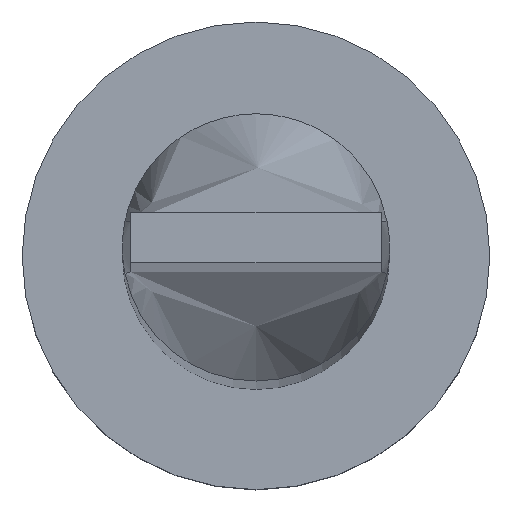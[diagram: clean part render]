
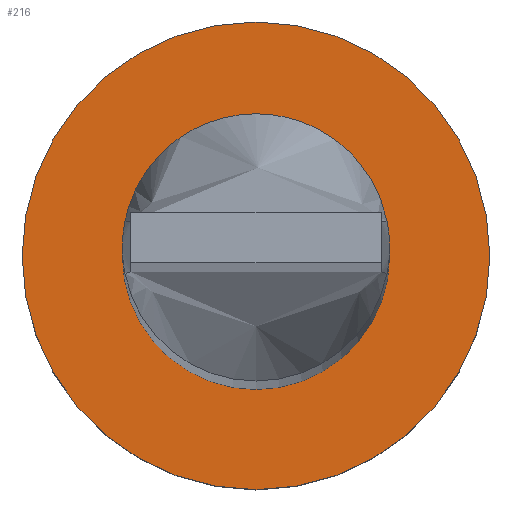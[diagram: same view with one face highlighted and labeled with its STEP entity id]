
A CAD part, top view. The second image highlights one B-rep face of the part: STEP entity #216.
In plain terms, the highlighted planar face has unit normal (0, 0, 1).
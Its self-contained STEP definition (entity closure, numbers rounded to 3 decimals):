
#3 = CIRCLE ( 'NONE', #426, 7. ) ;
#20 = EDGE_LOOP ( 'NONE', ( #493, #243 ) ) ;
#33 = FACE_BOUND ( 'NONE', #436, .T. ) ;
#56 = VERTEX_POINT ( 'NONE', #488 ) ;
#61 = DIRECTION ( 'NONE',  ( 1., 0., 0. ) ) ;
#117 = CARTESIAN_POINT ( 'NONE',  ( 7., 0., 5. ) ) ;
#119 = PLANE ( 'NONE',  #538 ) ;
#126 = CARTESIAN_POINT ( 'NONE',  ( 0., 0., 5. ) ) ;
#155 = DIRECTION ( 'NONE',  ( 0., 0., 1. ) ) ;
#156 = CIRCLE ( 'NONE', #475, 7. ) ;
#162 = CARTESIAN_POINT ( 'NONE',  ( 0., 0., 5. ) ) ;
#175 = DIRECTION ( 'NONE',  ( 0., 0., 1. ) ) ;
#211 = DIRECTION ( 'NONE',  ( 0., 0., 1. ) ) ;
#216 = ADVANCED_FACE ( 'NONE', ( #33, #562 ), #119, .T. ) ;
#239 = VERTEX_POINT ( 'NONE', #470 ) ;
#243 = ORIENTED_EDGE ( 'NONE', *, *, #521, .T. ) ;
#249 = EDGE_CURVE ( 'NONE', #400, #264, #156, .T. ) ;
#264 = VERTEX_POINT ( 'NONE', #117 ) ;
#324 = ORIENTED_EDGE ( 'NONE', *, *, #485, .F. ) ;
#330 = EDGE_CURVE ( 'NONE', #56, #239, #363, .T. ) ;
#341 = DIRECTION ( 'NONE',  ( 1., 0., 0. ) ) ;
#363 = CIRCLE ( 'NONE', #435, 4. ) ;
#368 = CARTESIAN_POINT ( 'NONE',  ( 0., 0., 5. ) ) ;
#379 = DIRECTION ( 'NONE',  ( 1., 0., 0. ) ) ;
#386 = ORIENTED_EDGE ( 'NONE', *, *, #330, .F. ) ;
#400 = VERTEX_POINT ( 'NONE', #542 ) ;
#408 = DIRECTION ( 'NONE',  ( 1., 0., 0. ) ) ;
#418 = AXIS2_PLACEMENT_3D ( 'NONE', #162, #465, #61 ) ;
#426 = AXIS2_PLACEMENT_3D ( 'NONE', #368, #155, #408 ) ;
#435 = AXIS2_PLACEMENT_3D ( 'NONE', #486, #530, #569 ) ;
#436 = EDGE_LOOP ( 'NONE', ( #386, #324 ) ) ;
#465 = DIRECTION ( 'NONE',  ( 0., 0., 1. ) ) ;
#470 = CARTESIAN_POINT ( 'NONE',  ( 4., 0., 5. ) ) ;
#475 = AXIS2_PLACEMENT_3D ( 'NONE', #126, #211, #379 ) ;
#485 = EDGE_CURVE ( 'NONE', #239, #56, #558, .T. ) ;
#486 = CARTESIAN_POINT ( 'NONE',  ( 0., 0., 5. ) ) ;
#488 = CARTESIAN_POINT ( 'NONE',  ( -4., 0., 5. ) ) ;
#493 = ORIENTED_EDGE ( 'NONE', *, *, #249, .T. ) ;
#521 = EDGE_CURVE ( 'NONE', #264, #400, #3, .T. ) ;
#530 = DIRECTION ( 'NONE',  ( 0., 0., 1. ) ) ;
#538 = AXIS2_PLACEMENT_3D ( 'NONE', #556, #175, #341 ) ;
#542 = CARTESIAN_POINT ( 'NONE',  ( -7., 0., 5. ) ) ;
#556 = CARTESIAN_POINT ( 'NONE',  ( 0., 0., 5. ) ) ;
#558 = CIRCLE ( 'NONE', #418, 4. ) ;
#562 = FACE_OUTER_BOUND ( 'NONE', #20, .T. ) ;
#569 = DIRECTION ( 'NONE',  ( 1., 0., 0. ) ) ;
